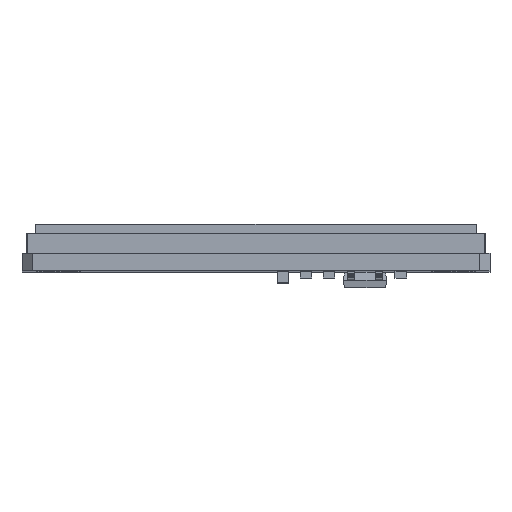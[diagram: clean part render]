
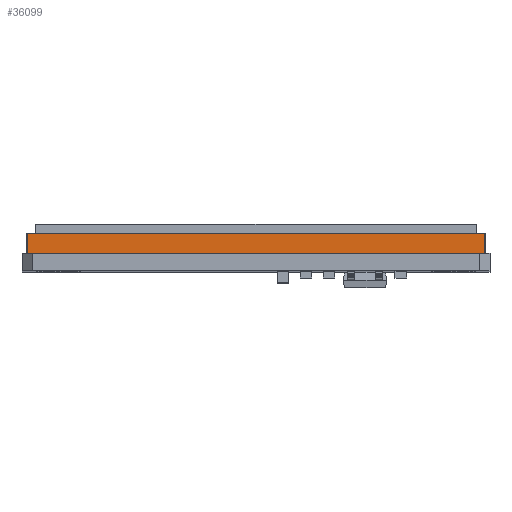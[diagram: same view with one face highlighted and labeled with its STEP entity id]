
A CAD part, top view. The second image highlights one B-rep face of the part: STEP entity #36099.
In plain terms, the highlighted planar face has unit normal (0, 0, 1).
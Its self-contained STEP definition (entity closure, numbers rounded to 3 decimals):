
#2637=FACE_OUTER_BOUND('',#4553,.T.);
#4553=EDGE_LOOP('',(#24210,#24211,#24212,#24213));
#6626=LINE('',#48128,#11081);
#6640=LINE('',#48165,#11095);
#6641=LINE('',#48169,#11096);
#6642=LINE('',#48170,#11097);
#11081=VECTOR('',#39926,10.);
#11095=VECTOR('',#39960,10.);
#11096=VECTOR('',#39965,10.);
#11097=VECTOR('',#39966,10.);
#15534=VERTEX_POINT('',#48125);
#15535=VERTEX_POINT('',#48127);
#15548=VERTEX_POINT('',#48164);
#15549=VERTEX_POINT('',#48168);
#18970=EDGE_CURVE('',#15534,#15535,#6626,.T.);
#18988=EDGE_CURVE('',#15535,#15548,#6640,.T.);
#18990=EDGE_CURVE('',#15549,#15534,#6641,.T.);
#18991=EDGE_CURVE('',#15548,#15549,#6642,.T.);
#24210=ORIENTED_EDGE('',*,*,#18988,.F.);
#24211=ORIENTED_EDGE('',*,*,#18970,.F.);
#24212=ORIENTED_EDGE('',*,*,#18990,.F.);
#24213=ORIENTED_EDGE('',*,*,#18991,.F.);
#34560=PLANE('',#38045);
#36099=ADVANCED_FACE('',(#2637),#34560,.T.);
#38045=AXIS2_PLACEMENT_3D('',#48167,#39963,#39964);
#39926=DIRECTION('',(1.,0.,0.));
#39960=DIRECTION('',(0.,-1.,0.));
#39963=DIRECTION('center_axis',(0.,0.,1.));
#39964=DIRECTION('ref_axis',(1.,0.,0.));
#39965=DIRECTION('',(0.,1.,0.));
#39966=DIRECTION('',(-1.,0.,0.));
#48125=CARTESIAN_POINT('',(-15.6,2.601,15.75));
#48127=CARTESIAN_POINT('',(15.6,2.601,15.75));
#48128=CARTESIAN_POINT('',(-15.6,2.601,15.75));
#48164=CARTESIAN_POINT('',(15.6,1.2,15.75));
#48165=CARTESIAN_POINT('',(15.6,1.2,15.75));
#48167=CARTESIAN_POINT('Origin',(-15.7,1.2,15.75));
#48168=CARTESIAN_POINT('',(-15.6,1.2,15.75));
#48169=CARTESIAN_POINT('',(-15.6,1.2,15.75));
#48170=CARTESIAN_POINT('',(-7.85,1.2,15.75));
